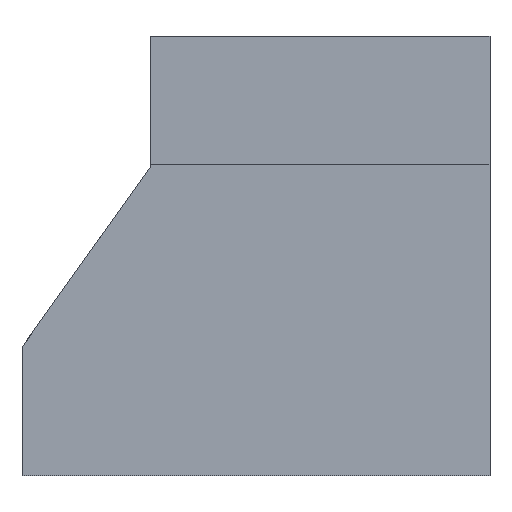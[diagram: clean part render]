
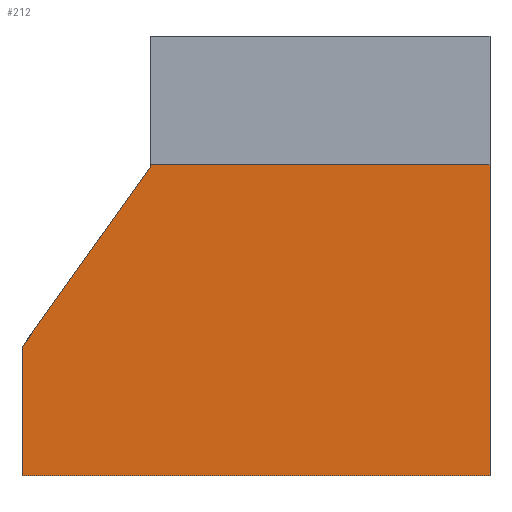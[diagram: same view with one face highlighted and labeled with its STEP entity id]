
A CAD part, front view. The second image highlights one B-rep face of the part: STEP entity #212.
In plain terms, the highlighted planar face has unit normal (0, -1, 0).
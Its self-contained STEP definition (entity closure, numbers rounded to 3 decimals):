
#26=FACE_OUTER_BOUND('',#37,.T.);
#37=EDGE_LOOP('',(#173,#174,#175,#176,#177,#178));
#43=LINE('',#307,#70);
#47=LINE('',#315,#74);
#56=LINE('',#333,#83);
#63=LINE('',#347,#90);
#65=LINE('',#350,#92);
#66=LINE('',#351,#93);
#70=VECTOR('',#251,10.);
#74=VECTOR('',#257,10.);
#83=VECTOR('',#270,10.);
#90=VECTOR('',#283,10.);
#92=VECTOR('',#287,10.);
#93=VECTOR('',#288,10.);
#97=VERTEX_POINT('',#304);
#98=VERTEX_POINT('',#306);
#101=VERTEX_POINT('',#313);
#107=VERTEX_POINT('',#330);
#108=VERTEX_POINT('',#332);
#112=VERTEX_POINT('',#346);
#115=EDGE_CURVE('',#97,#98,#43,.T.);
#119=EDGE_CURVE('',#101,#97,#47,.T.);
#128=EDGE_CURVE('',#108,#107,#56,.T.);
#135=EDGE_CURVE('',#112,#107,#63,.T.);
#137=EDGE_CURVE('',#108,#101,#65,.T.);
#138=EDGE_CURVE('',#98,#112,#66,.T.);
#173=ORIENTED_EDGE('',*,*,#137,.F.);
#174=ORIENTED_EDGE('',*,*,#128,.T.);
#175=ORIENTED_EDGE('',*,*,#135,.F.);
#176=ORIENTED_EDGE('',*,*,#138,.F.);
#177=ORIENTED_EDGE('',*,*,#115,.F.);
#178=ORIENTED_EDGE('',*,*,#119,.F.);
#201=PLANE('',#238);
#212=ADVANCED_FACE('',(#26),#201,.T.);
#238=AXIS2_PLACEMENT_3D('',#349,#285,#286);
#251=DIRECTION('',(0.581,0.,0.814));
#257=DIRECTION('',(0.,0.,1.));
#270=DIRECTION('',(0.,0.,1.));
#283=DIRECTION('',(1.,0.,0.));
#285=DIRECTION('center_axis',(0.,-1.,0.));
#286=DIRECTION('ref_axis',(1.,0.,0.));
#287=DIRECTION('',(-1.,0.,0.));
#288=DIRECTION('',(0.,0.,1.));
#304=CARTESIAN_POINT('',(-3.,6.,3.));
#306=CARTESIAN_POINT('',(0.,6.,7.2));
#307=CARTESIAN_POINT('',(-2.453,6.,3.766));
#313=CARTESIAN_POINT('',(-3.,6.,0.));
#315=CARTESIAN_POINT('',(-3.,6.,0.));
#330=CARTESIAN_POINT('',(7.9,6.,7.24));
#332=CARTESIAN_POINT('',(7.9,6.,0.));
#333=CARTESIAN_POINT('',(7.9,6.,0.));
#346=CARTESIAN_POINT('',(0.,6.,7.24));
#347=CARTESIAN_POINT('',(7.9,6.,7.24));
#349=CARTESIAN_POINT('Origin',(0.,6.,0.));
#350=CARTESIAN_POINT('',(0.,6.,0.));
#351=CARTESIAN_POINT('',(0.,6.,0.));
